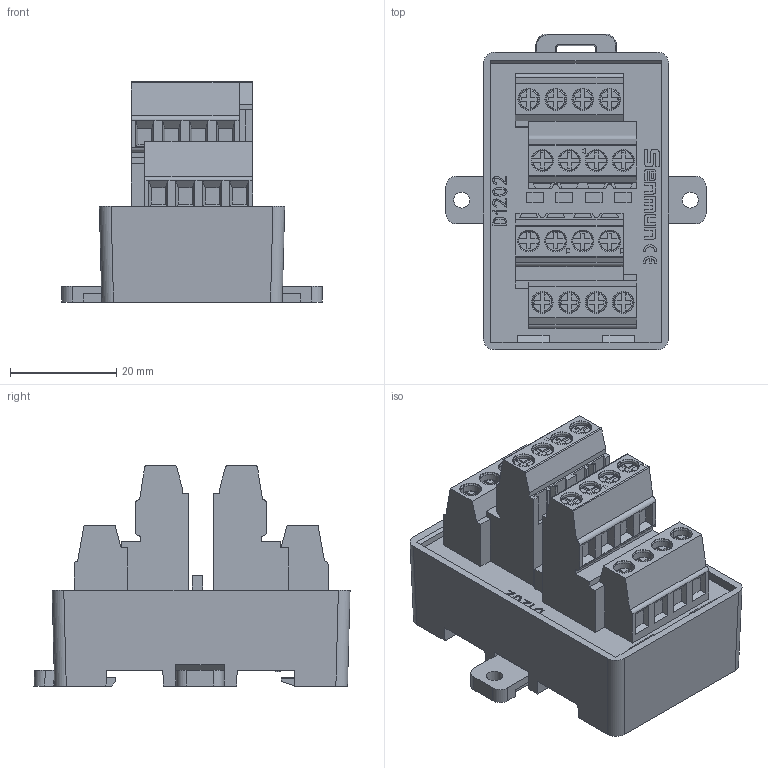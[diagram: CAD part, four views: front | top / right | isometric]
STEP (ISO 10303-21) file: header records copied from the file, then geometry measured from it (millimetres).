
FILE_DESCRIPTION(/* description */ (''),/* implementation_level */ '2;1');
FILE_NAME(/* name */ 'D1202-E.stp',/* time_stamp */ '2024-08-10T15:59:35+08:00',/* author */ (''),/* organization */ (''),/* preprocessor_version */ 'ST-DEVELOPER v14',/* originating_system */ 'SIEMENS PLM Software NX 8.0',/* authorisation */ '');
FILE_SCHEMA (('AUTOMOTIVE_DESIGN { 1 0 10303 214 3 1 1 1 }'));
Length unit declared in the file: millimetre
Products named in the file (1): D1202-E 3D_stp
Bounding box: 49 x 59.51 x 41.45 mm (x, y, z)
Volume: 44071 mm3; surface area: 14446.5 mm2
Topology: 3 solids, 3 shells, 932 faces, 2481 edges, 1638 vertices
Faces by surface type: plane 731, cylinder 91, torus 52, cone 36, extrusion 12, bspline 10
Full cylindrical faces by diameter (mm): 3 x2, 4.1 x12, 4.13 x12
Entity records: 31638 total; most frequent: CARTESIAN_POINT 7720, ORIENTED_EDGE 4854, DIRECTION 4311, EDGE_CURVE 2427, VECTOR 1949, LINE 1937, VERTEX_POINT 1624, AXIS2_PLACEMENT_3D 1181
